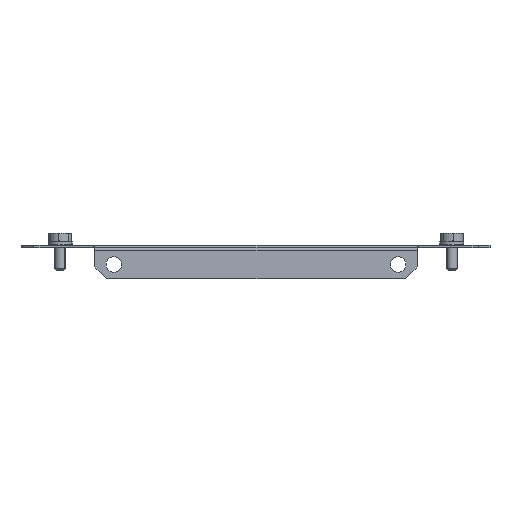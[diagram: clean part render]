
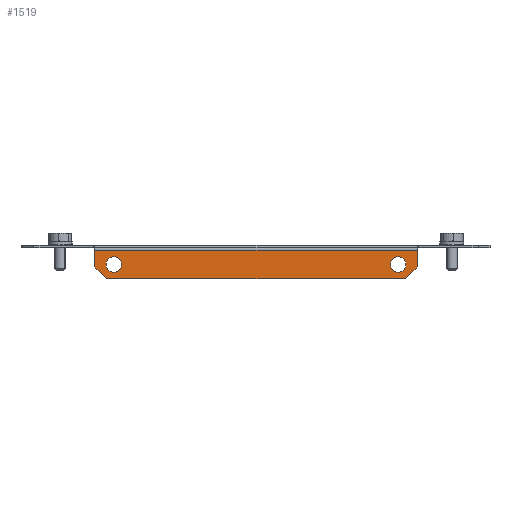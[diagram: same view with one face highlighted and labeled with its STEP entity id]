
A CAD part, front view. The second image highlights one B-rep face of the part: STEP entity #1519.
In plain terms, the highlighted planar face has unit normal (0, -1, 0).
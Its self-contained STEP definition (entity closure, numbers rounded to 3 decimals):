
#13 = VECTOR ( 'NONE', #1008, 1000. ) ;
#98 = ORIENTED_EDGE ( 'NONE', *, *, #3066, .T. ) ;
#181 = CIRCLE ( 'NONE', #2093, 3.25 ) ;
#186 = DIRECTION ( 'NONE',  ( 0., 1., 0. ) ) ;
#217 = CARTESIAN_POINT ( 'NONE',  ( -59.5, -299.5, -8. ) ) ;
#256 = VERTEX_POINT ( 'NONE', #2427 ) ;
#312 = ORIENTED_EDGE ( 'NONE', *, *, #2588, .T. ) ;
#369 = VERTEX_POINT ( 'NONE', #678 ) ;
#451 = LINE ( 'NONE', #2537, #1221 ) ;
#481 = EDGE_LOOP ( 'NONE', ( #1772, #4097 ) ) ;
#502 = DIRECTION ( 'NONE',  ( 0., -1., 0. ) ) ;
#528 = DIRECTION ( 'NONE',  ( 0., 0., 1. ) ) ;
#627 = VERTEX_POINT ( 'NONE', #1836 ) ;
#633 = EDGE_CURVE ( 'NONE', #1811, #4248, #4218, .T. ) ;
#678 = CARTESIAN_POINT ( 'NONE',  ( 59.5, -299.5, -4.75 ) ) ;
#822 = DIRECTION ( 'NONE',  ( 0.707, 0., 0.707 ) ) ;
#856 = CARTESIAN_POINT ( 'NONE',  ( -38.25, -299.5, -38.25 ) ) ;
#926 = CARTESIAN_POINT ( 'NONE',  ( 0., -299.5, -14. ) ) ;
#988 = DIRECTION ( 'NONE',  ( 0., 0., 1. ) ) ;
#993 = VERTEX_POINT ( 'NONE', #2848 ) ;
#1006 = VECTOR ( 'NONE', #4581, 1000. ) ;
#1008 = DIRECTION ( 'NONE',  ( -1., 0., 0. ) ) ;
#1077 = ORIENTED_EDGE ( 'NONE', *, *, #1458, .T. ) ;
#1221 = VECTOR ( 'NONE', #822, 1000. ) ;
#1361 = DIRECTION ( 'NONE',  ( 0., 0., 1. ) ) ;
#1384 = DIRECTION ( 'NONE',  ( 1., 0., 0. ) ) ;
#1389 = EDGE_CURVE ( 'NONE', #2544, #627, #1788, .T. ) ;
#1432 = CIRCLE ( 'NONE', #2791, 3.25 ) ;
#1458 = EDGE_CURVE ( 'NONE', #4248, #2544, #451, .T. ) ;
#1469 = EDGE_LOOP ( 'NONE', ( #3764, #1077, #3140, #2787, #3396, #4380 ) ) ;
#1517 = VERTEX_POINT ( 'NONE', #4976 ) ;
#1519 = ADVANCED_FACE ( 'NONE', ( #4948, #4598, #4551 ), #2941, .T. ) ;
#1541 = EDGE_CURVE ( 'NONE', #369, #4894, #181, .T. ) ;
#1621 = EDGE_CURVE ( 'NONE', #627, #256, #4651, .T. ) ;
#1669 = CARTESIAN_POINT ( 'NONE',  ( -59.5, -299.5, -11.25 ) ) ;
#1772 = ORIENTED_EDGE ( 'NONE', *, *, #1541, .F. ) ;
#1788 = LINE ( 'NONE', #3788, #3040 ) ;
#1811 = VERTEX_POINT ( 'NONE', #3143 ) ;
#1836 = CARTESIAN_POINT ( 'NONE',  ( 67.5, -299.5, -2. ) ) ;
#1850 = DIRECTION ( 'NONE',  ( 0., 0., 1. ) ) ;
#2084 = DIRECTION ( 'NONE',  ( 0., 0., 1. ) ) ;
#2093 = AXIS2_PLACEMENT_3D ( 'NONE', #4222, #4575, #528 ) ;
#2196 = CARTESIAN_POINT ( 'NONE',  ( 0., -299.5, 0. ) ) ;
#2249 = VECTOR ( 'NONE', #4821, 1000. ) ;
#2367 = CARTESIAN_POINT ( 'NONE',  ( 62.5, -299.5, -14. ) ) ;
#2427 = CARTESIAN_POINT ( 'NONE',  ( -67.5, -299.5, -2. ) ) ;
#2431 = VERTEX_POINT ( 'NONE', #1669 ) ;
#2537 = CARTESIAN_POINT ( 'NONE',  ( 38.25, -299.5, -38.25 ) ) ;
#2544 = VERTEX_POINT ( 'NONE', #4314 ) ;
#2576 = AXIS2_PLACEMENT_3D ( 'NONE', #3884, #186, #1850 ) ;
#2588 = EDGE_CURVE ( 'NONE', #993, #2431, #3011, .T. ) ;
#2757 = EDGE_CURVE ( 'NONE', #256, #1517, #3208, .T. ) ;
#2787 = ORIENTED_EDGE ( 'NONE', *, *, #1621, .T. ) ;
#2791 = AXIS2_PLACEMENT_3D ( 'NONE', #3763, #502, #988 ) ;
#2848 = CARTESIAN_POINT ( 'NONE',  ( -59.5, -299.5, -4.75 ) ) ;
#2941 = PLANE ( 'NONE',  #3369 ) ;
#3011 = CIRCLE ( 'NONE', #4804, 3.25 ) ;
#3040 = VECTOR ( 'NONE', #2084, 1000. ) ;
#3066 = EDGE_CURVE ( 'NONE', #2431, #993, #4880, .T. ) ;
#3073 = EDGE_LOOP ( 'NONE', ( #312, #98 ) ) ;
#3140 = ORIENTED_EDGE ( 'NONE', *, *, #1389, .T. ) ;
#3143 = CARTESIAN_POINT ( 'NONE',  ( -62.5, -299.5, -14. ) ) ;
#3208 = LINE ( 'NONE', #5231, #2249 ) ;
#3316 = LINE ( 'NONE', #856, #1006 ) ;
#3369 = AXIS2_PLACEMENT_3D ( 'NONE', #2196, #5028, #1361 ) ;
#3396 = ORIENTED_EDGE ( 'NONE', *, *, #2757, .T. ) ;
#3458 = DIRECTION ( 'NONE',  ( 0., 0., 1. ) ) ;
#3512 = EDGE_CURVE ( 'NONE', #4894, #369, #1432, .T. ) ;
#3763 = CARTESIAN_POINT ( 'NONE',  ( 59.5, -299.5, -8. ) ) ;
#3764 = ORIENTED_EDGE ( 'NONE', *, *, #633, .T. ) ;
#3788 = CARTESIAN_POINT ( 'NONE',  ( 67.5, -299.5, 0. ) ) ;
#3884 = CARTESIAN_POINT ( 'NONE',  ( -59.5, -299.5, -8. ) ) ;
#4097 = ORIENTED_EDGE ( 'NONE', *, *, #3512, .F. ) ;
#4218 = LINE ( 'NONE', #926, #4415 ) ;
#4222 = CARTESIAN_POINT ( 'NONE',  ( 59.5, -299.5, -8. ) ) ;
#4248 = VERTEX_POINT ( 'NONE', #2367 ) ;
#4251 = CARTESIAN_POINT ( 'NONE',  ( 59.5, -299.5, -11.25 ) ) ;
#4314 = CARTESIAN_POINT ( 'NONE',  ( 67.5, -299.5, -9. ) ) ;
#4380 = ORIENTED_EDGE ( 'NONE', *, *, #4397, .T. ) ;
#4397 = EDGE_CURVE ( 'NONE', #1517, #1811, #3316, .T. ) ;
#4415 = VECTOR ( 'NONE', #1384, 1000. ) ;
#4551 = FACE_OUTER_BOUND ( 'NONE', #1469, .T. ) ;
#4575 = DIRECTION ( 'NONE',  ( 0., -1., 0. ) ) ;
#4581 = DIRECTION ( 'NONE',  ( 0.707, 0., -0.707 ) ) ;
#4598 = FACE_BOUND ( 'NONE', #3073, .T. ) ;
#4651 = LINE ( 'NONE', #4679, #13 ) ;
#4679 = CARTESIAN_POINT ( 'NONE',  ( 0., -299.5, -2. ) ) ;
#4804 = AXIS2_PLACEMENT_3D ( 'NONE', #217, #5116, #3458 ) ;
#4821 = DIRECTION ( 'NONE',  ( 0., 0., -1. ) ) ;
#4880 = CIRCLE ( 'NONE', #2576, 3.25 ) ;
#4894 = VERTEX_POINT ( 'NONE', #4251 ) ;
#4948 = FACE_BOUND ( 'NONE', #481, .T. ) ;
#4976 = CARTESIAN_POINT ( 'NONE',  ( -67.5, -299.5, -9. ) ) ;
#5028 = DIRECTION ( 'NONE',  ( 0., -1., 0. ) ) ;
#5116 = DIRECTION ( 'NONE',  ( 0., 1., 0. ) ) ;
#5231 = CARTESIAN_POINT ( 'NONE',  ( -67.5, -299.5, 0. ) ) ;
